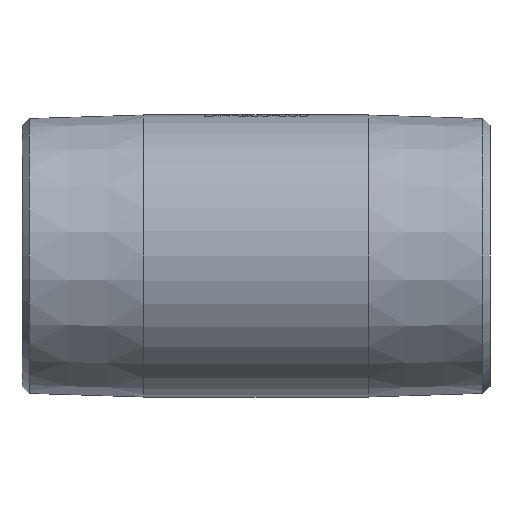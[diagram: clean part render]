
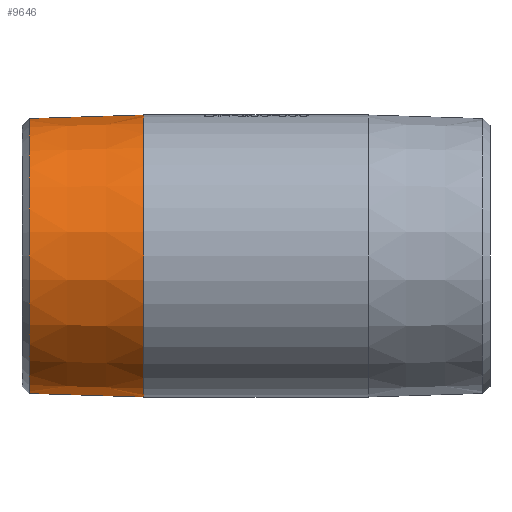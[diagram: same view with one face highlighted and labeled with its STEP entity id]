
A CAD part, front view. The second image highlights one B-rep face of the part: STEP entity #9646.
In plain terms, the highlighted conical face has half-angle 1.79 degrees and reference radius 29.805 mm.
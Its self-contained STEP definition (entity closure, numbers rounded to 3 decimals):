
#300 = ORIENTED_EDGE ( 'NONE', *, *, #2788, .T. ) ;
#725 = VERTEX_POINT ( 'NONE', #19766 ) ;
#911 = VECTOR ( 'NONE', #10337, 1000. ) ;
#1473 = VECTOR ( 'NONE', #14287, 1000. ) ;
#1608 = EDGE_CURVE ( 'NONE', #17239, #5370, #14761, .T. ) ;
#2480 = EDGE_CURVE ( 'NONE', #17239, #725, #11417, .T. ) ;
#2652 = EDGE_CURVE ( 'NONE', #5370, #9677, #10863, .T. ) ;
#2788 = EDGE_CURVE ( 'NONE', #725, #9677, #3673, .T. ) ;
#3224 = DIRECTION ( 'NONE',  ( 0., 0., 1. ) ) ;
#3395 = ORIENTED_EDGE ( 'NONE', *, *, #2652, .F. ) ;
#3673 = CIRCLE ( 'NONE', #8353, 30.121 ) ;
#3887 = CARTESIAN_POINT ( 'NONE',  ( -48.472, 0., 29.356 ) ) ;
#5065 = CARTESIAN_POINT ( 'NONE',  ( -34.1, 0., 0. ) ) ;
#5108 = DIRECTION ( 'NONE',  ( 0., 0., 1. ) ) ;
#5370 = VERTEX_POINT ( 'NONE', #3887 ) ;
#7105 = CONICAL_SURFACE ( 'NONE', #11195, 29.805, 0.031 ) ;
#7863 = EDGE_LOOP ( 'NONE', ( #3395, #16225, #9626, #300 ) ) ;
#8353 = AXIS2_PLACEMENT_3D ( 'NONE', #17703, #22951, #5108 ) ;
#9626 = ORIENTED_EDGE ( 'NONE', *, *, #2480, .T. ) ;
#9646 = ADVANCED_FACE ( 'NONE', ( #17617 ), #7105, .T. ) ;
#9677 = VERTEX_POINT ( 'NONE', #14043 ) ;
#10263 = CARTESIAN_POINT ( 'NONE',  ( -48.472, 0., 0. ) ) ;
#10337 = DIRECTION ( 'NONE',  ( 1., 0., -0.031 ) ) ;
#10863 = LINE ( 'NONE', #12500, #1473 ) ;
#11195 = AXIS2_PLACEMENT_3D ( 'NONE', #5065, #13900, #17503 ) ;
#11417 = LINE ( 'NONE', #19089, #911 ) ;
#12059 = DIRECTION ( 'NONE',  ( -1., 0., 0. ) ) ;
#12357 = CARTESIAN_POINT ( 'NONE',  ( -48.472, 0., -29.356 ) ) ;
#12500 = CARTESIAN_POINT ( 'NONE',  ( -34.1, 0., 29.805 ) ) ;
#13900 = DIRECTION ( 'NONE',  ( 1., 0., 0. ) ) ;
#14043 = CARTESIAN_POINT ( 'NONE',  ( -24., 0., 30.121 ) ) ;
#14287 = DIRECTION ( 'NONE',  ( 1., 0., 0.031 ) ) ;
#14308 = AXIS2_PLACEMENT_3D ( 'NONE', #10263, #12059, #3224 ) ;
#14761 = CIRCLE ( 'NONE', #14308, 29.356 ) ;
#16225 = ORIENTED_EDGE ( 'NONE', *, *, #1608, .F. ) ;
#17239 = VERTEX_POINT ( 'NONE', #12357 ) ;
#17503 = DIRECTION ( 'NONE',  ( 0., 0., -1. ) ) ;
#17617 = FACE_OUTER_BOUND ( 'NONE', #7863, .T. ) ;
#17703 = CARTESIAN_POINT ( 'NONE',  ( -24., 0., 0. ) ) ;
#19089 = CARTESIAN_POINT ( 'NONE',  ( -34.1, 0., -29.805 ) ) ;
#19766 = CARTESIAN_POINT ( 'NONE',  ( -24., 0., -30.121 ) ) ;
#22951 = DIRECTION ( 'NONE',  ( -1., 0., 0. ) ) ;
